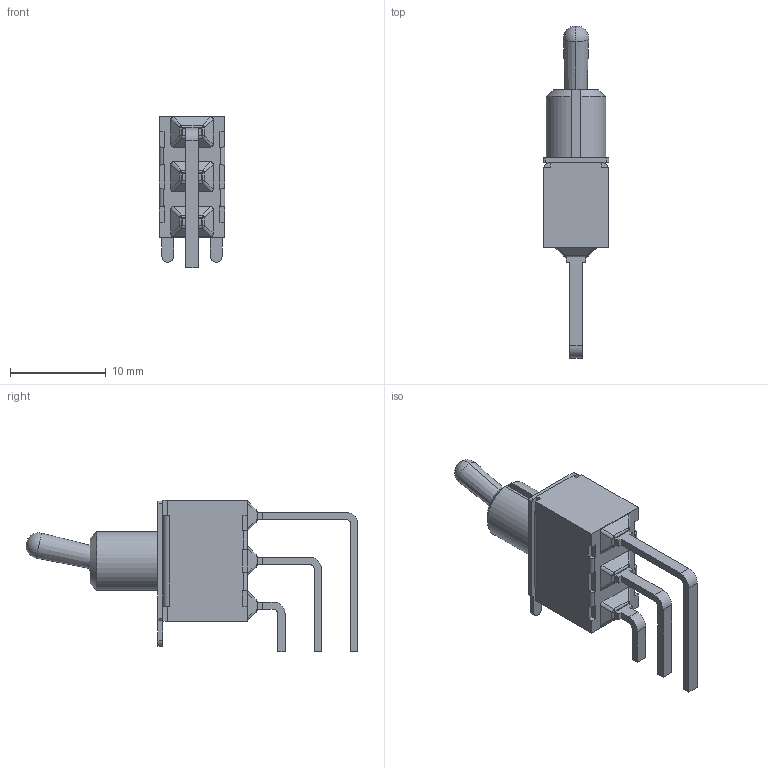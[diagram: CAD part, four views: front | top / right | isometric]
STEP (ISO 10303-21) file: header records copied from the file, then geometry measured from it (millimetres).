
FILE_DESCRIPTION (( 'STEP AP214' ), '1' );
FILE_NAME ('100SP1T2B4M7QE.STEP', '2023-03-06T08:34:42', ( '' ), ( '' ), 'SwSTEP 2.0', 'SolidWorks 2021', '' );
FILE_SCHEMA (( 'AUTOMOTIVE_DESIGN' ));
Length unit declared in the file: millimetre
Products named in the file (1): 100SP1T2B4M7QE
Bounding box: 6.86 x 34.74 x 15.88 mm (x, y, z)
Surface area: 1157.6 mm2 (no closed solid volume)
Topology: 0 solids, 6 shells, 230 faces, 580 edges, 368 vertices
Faces by surface type: plane 159, cylinder 52, bspline 14, cone 3, torus 2
Entity records: 6976 total; most frequent: CARTESIAN_POINT 1457, ORIENTED_EDGE 1150, DIRECTION 1085, EDGE_CURVE 576, LINE 453, VECTOR 453, VERTEX_POINT 368, AXIS2_PLACEMENT_3D 316
